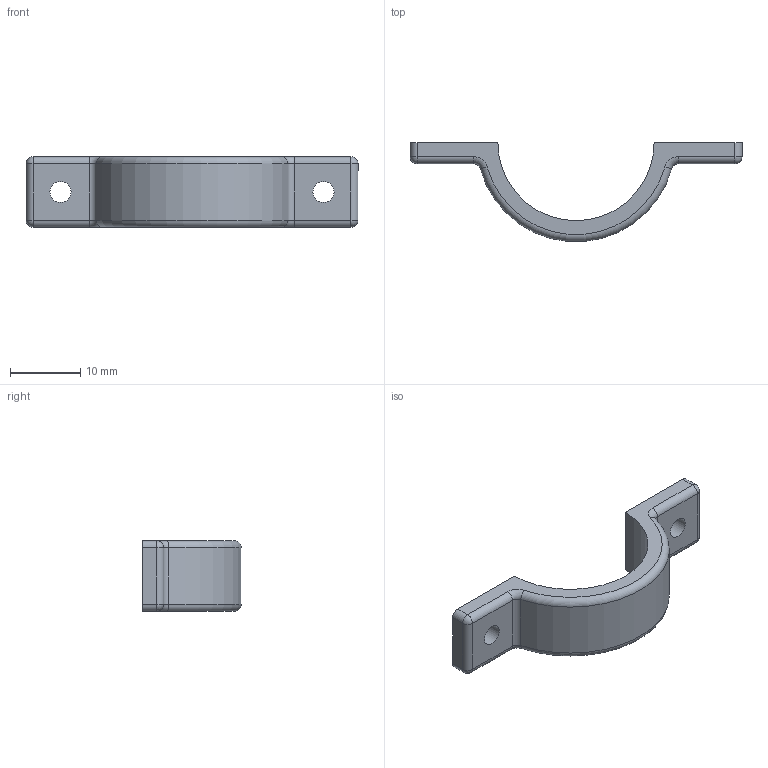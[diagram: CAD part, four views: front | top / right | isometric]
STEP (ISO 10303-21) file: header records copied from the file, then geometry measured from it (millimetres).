
FILE_DESCRIPTION (( 'STEP AP214' ), '1' );
FILE_NAME ('bottom-clamp.STEP', '2024-03-28T04:11:29', ( '' ), ( '' ), 'SwSTEP 2.0', 'SolidWorks 2024', '' );
FILE_SCHEMA (( 'AUTOMOTIVE_DESIGN' ));
Length unit declared in the file: millimetre
Products named in the file (2): hb_mount_bottom; bottom-clamp
Assembly tree (1 placements, depth 2):
  bottom-clamp
    hb_mount_bottom
Bounding box: 47.23 x 14.06 x 10 mm (x, y, z)
Volume: 1694.2 mm3; surface area: 1551 mm2
Topology: 1 solids, 1 shells, 34 faces, 80 edges, 44 vertices
Faces by surface type: cylinder 16, plane 8, torus 6, sphere 4
Full cylindrical faces by diameter (mm): 3 x2
Entity records: 995 total; most frequent: DIRECTION 192, CARTESIAN_POINT 156, ORIENTED_EDGE 148, AXIS2_PLACEMENT_3D 80, EDGE_CURVE 74, VERTEX_POINT 44, CIRCLE 42, EDGE_LOOP 40
